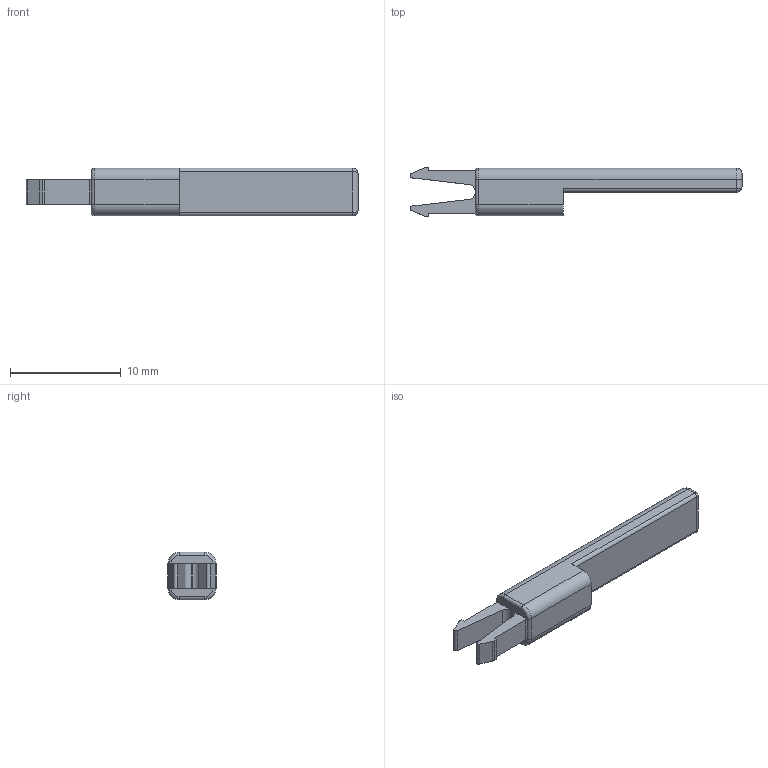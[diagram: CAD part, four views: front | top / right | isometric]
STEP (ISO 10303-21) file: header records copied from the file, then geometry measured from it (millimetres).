
FILE_DESCRIPTION((''),'2;1');
FILE_NAME('CODE-Q2','2017-09-14T',('tl.yang'),(''),'PRO/ENGINEER BY PARAMETRIC TECHNOLOGY CORPORATION, 2011500','PRO/ENGINEER BY PARAMETRIC TECHNOLOGY CORPORATION, 2011500','');
FILE_SCHEMA(('CONFIG_CONTROL_DESIGN'));
Length unit declared in the file: millimetre
Products named in the file (1): CODE-Q2
Bounding box: 30 x 4.4 x 4.3 mm (x, y, z)
Volume: 306.4 mm3; surface area: 415.2 mm2
Topology: 1 solids, 1 shells, 52 faces, 132 edges, 82 vertices
Faces by surface type: plane 22, cylinder 22, bspline 4, torus 4
Entity records: 1712 total; most frequent: CARTESIAN_POINT 402, DIRECTION 274, ORIENTED_EDGE 264, EDGE_CURVE 132, AXIS2_PLACEMENT_3D 98, VERTEX_POINT 82, VECTOR 78, LINE 78
